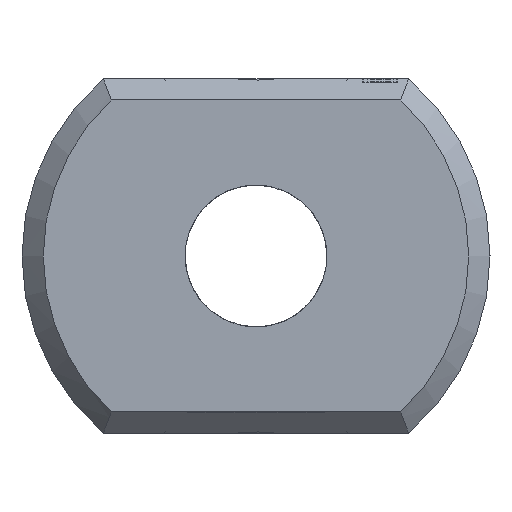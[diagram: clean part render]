
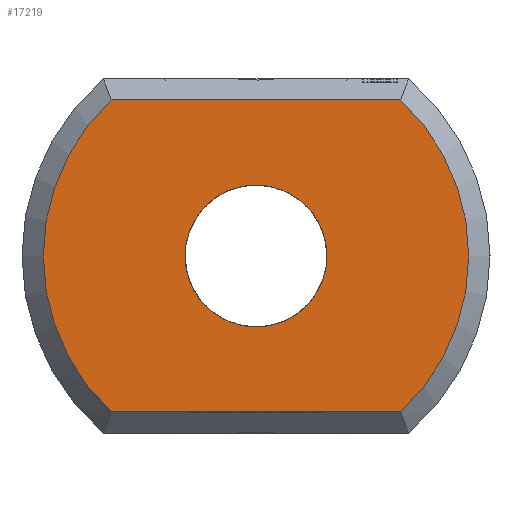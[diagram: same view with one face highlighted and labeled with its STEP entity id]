
A CAD part, left-side view. The second image highlights one B-rep face of the part: STEP entity #17219.
In plain terms, the highlighted planar face has unit normal (-1, 0, 0).
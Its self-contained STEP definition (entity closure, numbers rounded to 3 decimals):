
#4237 = VERTEX_POINT('',#4238);
#4238 = CARTESIAN_POINT('',(0.,-2.04,2.2));
#4247 = VERTEX_POINT('',#4248);
#4248 = CARTESIAN_POINT('',(0.,-2.04,-2.2));
#4255 = EDGE_CURVE('',#4237,#4247,#4256,.T.);
#4256 = CIRCLE('',#4257,3.);
#4257 = AXIS2_PLACEMENT_3D('',#4258,#4259,#4260);
#4258 = CARTESIAN_POINT('',(0.,0.,0.));
#4259 = DIRECTION('',(1.,0.,0.));
#4260 = DIRECTION('',(0.,-0.653,0.758)
  );
#5544 = VERTEX_POINT('',#5545);
#5545 = CARTESIAN_POINT('',(0.,2.04,2.2));
#5552 = EDGE_CURVE('',#4237,#5544,#5553,.T.);
#5553 = LINE('',#5554,#5555);
#5554 = CARTESIAN_POINT('',(0.,-2.154,2.2));
#5555 = VECTOR('',#5556,1.);
#5556 = DIRECTION('',(0.,1.,0.));
#17219 = ADVANCED_FACE('',(#17220,#17239),#17250,.F.);
#17220 = FACE_BOUND('',#17221,.F.);
#17221 = EDGE_LOOP('',(#17222,#17231,#17232,#17233));
#17222 = ORIENTED_EDGE('',*,*,#17223,.T.);
#17223 = EDGE_CURVE('',#17224,#5544,#17226,.T.);
#17224 = VERTEX_POINT('',#17225);
#17225 = CARTESIAN_POINT('',(0.,2.04,-2.2));
#17226 = CIRCLE('',#17227,3.);
#17227 = AXIS2_PLACEMENT_3D('',#17228,#17229,#17230);
#17228 = CARTESIAN_POINT('',(0.,0.,0.));
#17229 = DIRECTION('',(1.,0.,0.));
#17230 = DIRECTION('',(0.,0.653,-0.758)
  );
#17231 = ORIENTED_EDGE('',*,*,#5552,.F.);
#17232 = ORIENTED_EDGE('',*,*,#4255,.T.);
#17233 = ORIENTED_EDGE('',*,*,#17234,.T.);
#17234 = EDGE_CURVE('',#4247,#17224,#17235,.T.);
#17235 = LINE('',#17236,#17237);
#17236 = CARTESIAN_POINT('',(0.,-2.154,-2.2));
#17237 = VECTOR('',#17238,1.);
#17238 = DIRECTION('',(0.,1.,0.));
#17239 = FACE_BOUND('',#17240,.T.);
#17240 = EDGE_LOOP('',(#17241));
#17241 = ORIENTED_EDGE('',*,*,#17242,.T.);
#17242 = EDGE_CURVE('',#17243,#17243,#17245,.T.);
#17243 = VERTEX_POINT('',#17244);
#17244 = CARTESIAN_POINT('',(0.,1.,0.)
  );
#17245 = CIRCLE('',#17246,1.);
#17246 = AXIS2_PLACEMENT_3D('',#17247,#17248,#17249);
#17247 = CARTESIAN_POINT('',(0.,0.,0.));
#17248 = DIRECTION('',(1.,0.,0.));
#17249 = DIRECTION('',(0.,1.,0.));
#17250 = PLANE('',#17251);
#17251 = AXIS2_PLACEMENT_3D('',#17252,#17253,#17254);
#17252 = CARTESIAN_POINT('',(0.,0.,0.));
#17253 = DIRECTION('',(1.,0.,0.));
#17254 = DIRECTION('',(0.,0.,1.));
